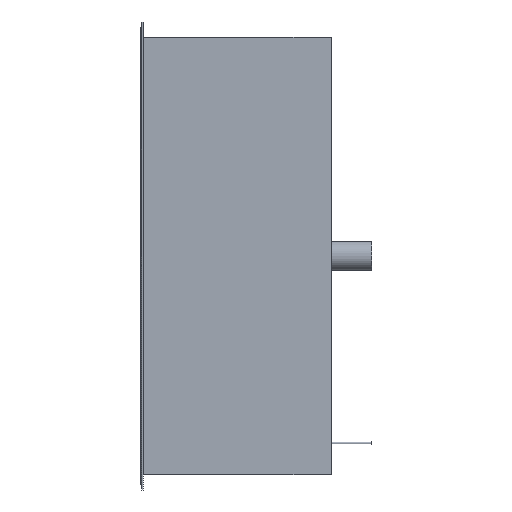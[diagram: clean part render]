
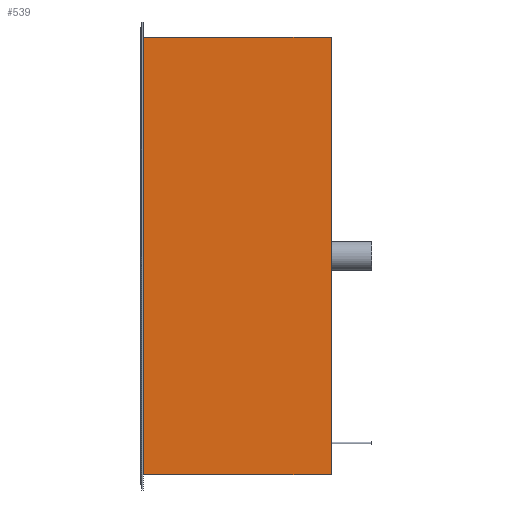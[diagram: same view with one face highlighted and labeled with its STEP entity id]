
A CAD part, left-side view. The second image highlights one B-rep face of the part: STEP entity #539.
In plain terms, the highlighted planar face has unit normal (-1, 0, 0).
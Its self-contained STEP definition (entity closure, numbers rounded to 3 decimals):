
#64=FACE_OUTER_BOUND('',#98,.T.);
#98=EDGE_LOOP('',(#465,#466,#467,#468));
#146=LINE('',#868,#205);
#159=LINE('',#895,#218);
#160=LINE('',#898,#219);
#161=LINE('',#899,#220);
#205=VECTOR('',#709,10.);
#218=VECTOR('',#742,10.);
#219=VECTOR('',#745,10.);
#220=VECTOR('',#746,10.);
#263=VERTEX_POINT('',#865);
#264=VERTEX_POINT('',#867);
#268=VERTEX_POINT('',#893);
#269=VERTEX_POINT('',#897);
#324=EDGE_CURVE('',#263,#264,#146,.T.);
#337=EDGE_CURVE('',#268,#264,#159,.T.);
#338=EDGE_CURVE('',#269,#268,#160,.T.);
#339=EDGE_CURVE('',#269,#263,#161,.T.);
#465=ORIENTED_EDGE('',*,*,#338,.T.);
#466=ORIENTED_EDGE('',*,*,#337,.T.);
#467=ORIENTED_EDGE('',*,*,#324,.F.);
#468=ORIENTED_EDGE('',*,*,#339,.F.);
#508=PLANE('',#602);
#539=ADVANCED_FACE('',(#64),#508,.T.);
#602=AXIS2_PLACEMENT_3D('',#896,#743,#744);
#709=DIRECTION('',(0.,0.,1.));
#742=DIRECTION('',(0.,1.,0.));
#743=DIRECTION('center_axis',(-1.,0.,0.));
#744=DIRECTION('ref_axis',(0.,0.,1.));
#745=DIRECTION('',(0.,0.,1.));
#746=DIRECTION('',(0.,1.,0.));
#865=CARTESIAN_POINT('',(-846.,256.2,-298.));
#867=CARTESIAN_POINT('',(-846.,256.2,298.));
#868=CARTESIAN_POINT('',(-846.,256.2,-298.));
#893=CARTESIAN_POINT('',(-846.,0.,298.));
#895=CARTESIAN_POINT('',(-846.,0.,298.));
#896=CARTESIAN_POINT('Origin',(-846.,0.,-298.));
#897=CARTESIAN_POINT('',(-846.,0.,-298.));
#898=CARTESIAN_POINT('',(-846.,0.,-298.));
#899=CARTESIAN_POINT('',(-846.,0.,-298.));
